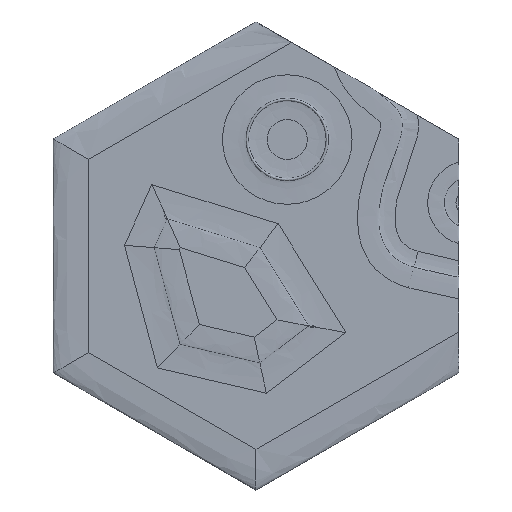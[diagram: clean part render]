
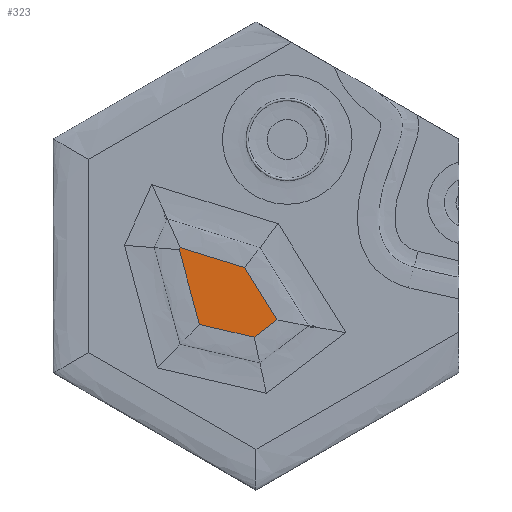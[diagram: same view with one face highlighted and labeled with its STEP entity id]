
A CAD part, top view. The second image highlights one B-rep face of the part: STEP entity #323.
In plain terms, the highlighted planar face has unit normal (0, 0, 1).
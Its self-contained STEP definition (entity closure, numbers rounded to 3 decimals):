
#323=ADVANCED_FACE('',(#2998),#3000,.T.);
#2998=FACE_BOUND('',#2999,.T.);
#2999=EDGE_LOOP('',(#3665,#3666,#3667,#3668,#3669,#3670));
#3000=PLANE('',#3001);
#3001=AXIS2_PLACEMENT_3D('',#3002,#3003,#3004);
#3002=CARTESIAN_POINT('',(0.,0.,3.));
#3003=DIRECTION('',(0.,0.,1.));
#3004=DIRECTION('',(-1.,0.,0.));
#3665=ORIENTED_EDGE('',*,*,#3777,.T.);
#3666=ORIENTED_EDGE('',*,*,#3787,.T.);
#3667=ORIENTED_EDGE('',*,*,#3785,.T.);
#3668=ORIENTED_EDGE('',*,*,#3783,.T.);
#3669=ORIENTED_EDGE('',*,*,#3781,.T.);
#3670=ORIENTED_EDGE('',*,*,#3779,.T.);
#3777=EDGE_CURVE('',#3960,#3958,#3961,.T.);
#3779=EDGE_CURVE('',#3963,#3960,#3964,.T.);
#3781=EDGE_CURVE('',#3966,#3963,#3967,.T.);
#3783=EDGE_CURVE('',#3969,#3966,#3970,.T.);
#3785=EDGE_CURVE('',#3972,#3969,#3973,.T.);
#3787=EDGE_CURVE('',#3958,#3972,#3975,.T.);
#3958=VERTEX_POINT('',#5838);
#3960=VERTEX_POINT('',#5874);
#3961=LINE('',#5875,#5876);
#3963=VERTEX_POINT('',#5921);
#3964=LINE('',#5922,#5923);
#3966=VERTEX_POINT('',#6007);
#3967=LINE('',#6008,#6009);
#3969=VERTEX_POINT('',#6054);
#3970=LINE('',#6055,#6056);
#3972=VERTEX_POINT('',#6133);
#3973=LINE('',#6134,#6135);
#3975=LINE('',#6172,#6173);
#5838=CARTESIAN_POINT('',(-110.037,-178.015,3.));
#5874=CARTESIAN_POINT('',(-118.54,-146.293,3.));
#5875=CARTESIAN_POINT('',(-118.54,-146.293,3.));
#5876=VECTOR('',#5877,1.);
#5877=DIRECTION('',(0.259,-0.966,0.));
#5921=CARTESIAN_POINT('',(-118.146,-145.418,3.));
#5922=CARTESIAN_POINT('',(-118.146,-145.418,3.));
#5923=VECTOR('',#5924,1.);
#5924=DIRECTION('',(-0.41,-0.912,0.));
#6007=CARTESIAN_POINT('',(-90.915,-153.884,3.));
#6008=CARTESIAN_POINT('',(-90.915,-153.884,3.));
#6009=VECTOR('',#6010,1.);
#6010=DIRECTION('',(-0.955,0.297,0.));
#6054=CARTESIAN_POINT('',(-77.089,-176.113,3.));
#6055=CARTESIAN_POINT('',(-77.089,-176.113,3.));
#6056=VECTOR('',#6057,1.);
#6057=DIRECTION('',(-0.528,0.849,0.));
#6133=CARTESIAN_POINT('',(-86.707,-183.435,3.));
#6134=CARTESIAN_POINT('',(-86.707,-183.435,3.));
#6135=VECTOR('',#6136,1.);
#6136=DIRECTION('',(0.796,0.606,0.));
#6172=CARTESIAN_POINT('',(-110.037,-178.015,3.));
#6173=VECTOR('',#6174,1.);
#6174=DIRECTION('',(0.974,-0.226,0.));
